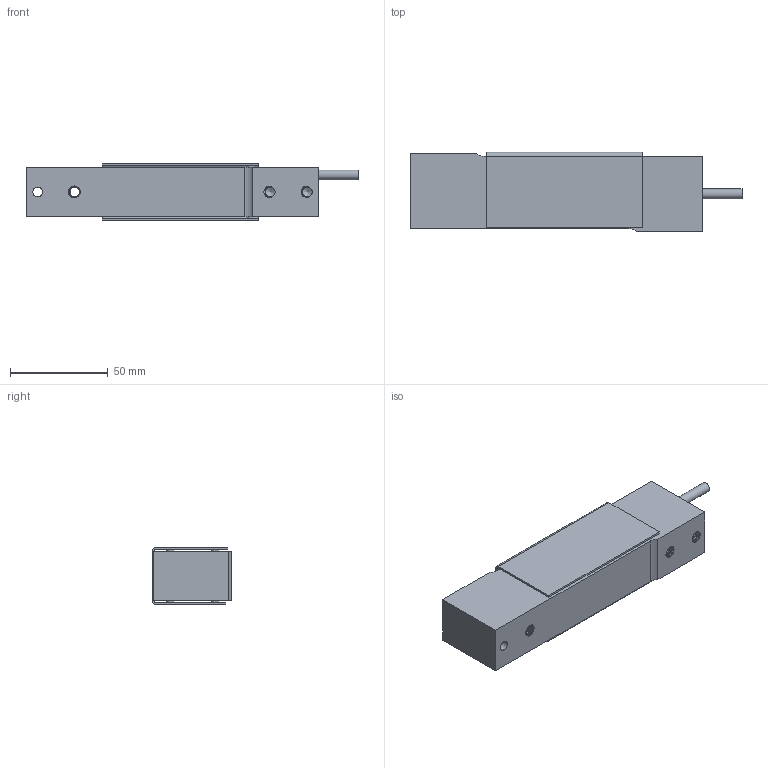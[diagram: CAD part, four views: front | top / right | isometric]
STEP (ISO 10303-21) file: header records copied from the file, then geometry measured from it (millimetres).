
FILE_DESCRIPTION(/* description */ (''),/* implementation_level */ '2;1');
FILE_NAME(/* name */ '651TAUN-(10-200)kg v1.step',/* time_stamp */ '2020-02-12T14:28:42-08:00',/* author */ (''),/* organization */ (''),/* preprocessor_version */ 'ST-DEVELOPER v18',/* originating_system */ 'Autodesk Translation Framework v8.12.0.6',/* authorisation */ '');
FILE_SCHEMA (('AUTOMOTIVE_DESIGN { 1 0 10303 214 3 1 1 }'));
Length unit declared in the file: millimetre
Products named in the file (1): 651TAUN-(10-200)kg
Bounding box: 170 x 40.5 x 29.4 mm (x, y, z)
Volume: 118739.7 mm3; surface area: 43485 mm2
Topology: 2 solids, 2 shells, 245 faces, 638 edges, 400 vertices
Faces by surface type: cylinder 170, plane 60, bspline 10, cone 5
Full cylindrical faces by diameter (mm): 4 x4, 5 x2, 5.1 x1, 5.118 x44, 5.474 x16, 6.35 x67
Entity records: 14844 total; most frequent: CARTESIAN_POINT 9307, ORIENTED_EDGE 1272, DIRECTION 937, EDGE_CURVE 636, VERTEX_POINT 400, AXIS2_PLACEMENT_3D 327, LINE 283, VECTOR 283
